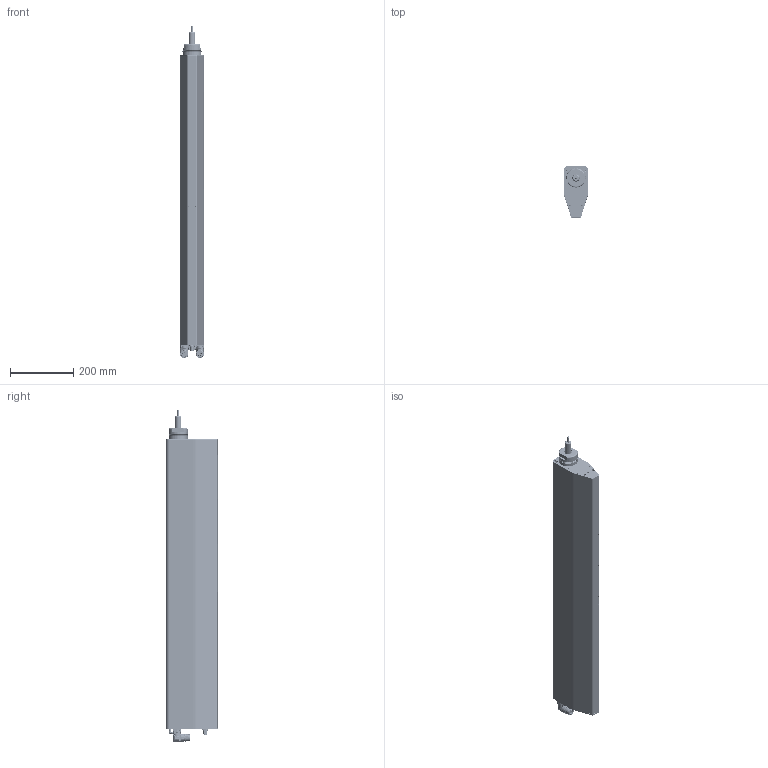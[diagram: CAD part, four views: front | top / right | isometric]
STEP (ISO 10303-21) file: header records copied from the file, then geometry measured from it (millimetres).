
FILE_DESCRIPTION (( 'STEP AP214' ), '1' );
FILE_NAME ('0186-1811_221123_PR02-70x100-C_48x240F-HP-C-240-L05_MS04_TS00_FS04.STEP', '2022-11-23T15:18:26', ( '' ), ( '' ), 'SwSTEP 2.0', 'SolidWorks 2022', '' );
FILE_SCHEMA (( 'AUTOMOTIVE_DESIGN' ));
Length unit declared in the file: millimetre
Products named in the file (4): 0186-1811_221123_PR02-70x100-C_48x240F-HP-C-240-L05_MS04_TS00_FS04; RS02h-70-DA-582_L05_RS02k-70-DAv-20x380; Einzelteil_PR02-70x100-C_48x240F-HP-C-240-L05_MS04_TS00_FS04; 0180-2602_RS02k-70-ST-d6x915_150
Assembly tree (3 placements, depth 2):
  0186-1811_221123_PR02-70x100-C_48x240F-HP-C-240-L05_MS04_TS00_FS04
    Einzelteil_PR02-70x100-C_48x240F-HP-C-240-L05_MS04_TS00_FS04
    RS02h-70-DA-582_L05_RS02k-70-DAv-20x380
    0180-2602_RS02k-70-ST-d6x915_150
Bounding box: 75 x 162.5 x 1050.62 mm (x, y, z)
Volume: 9965324.7 mm3; surface area: 578615.1 mm2
Topology: 54 solids, 55 shells, 7004 faces, 18801 edges, 11922 vertices
Faces by surface type: cone 2764, cylinder 2600, plane 1328, bspline 199, torus 103, sphere 10
Entity records: 256277 total; most frequent: CARTESIAN_POINT 79843, ORIENTED_EDGE 37294, DIRECTION 36479, EDGE_CURVE 18647, AXIS2_PLACEMENT_3D 14299, VERTEX_POINT 11922, LINE 7881, VECTOR 7881
